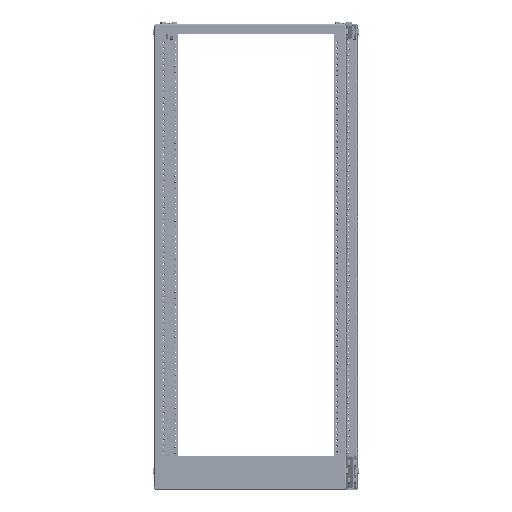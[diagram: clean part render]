
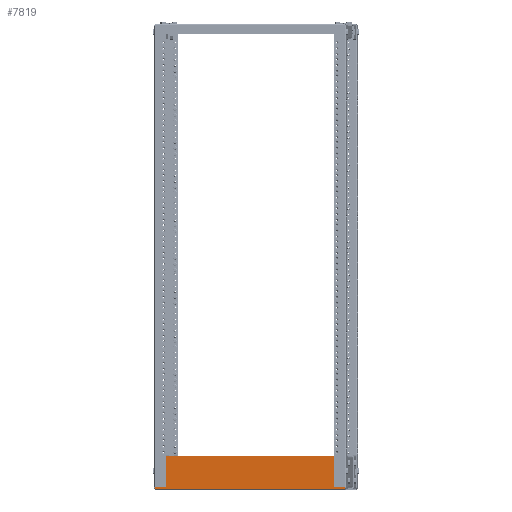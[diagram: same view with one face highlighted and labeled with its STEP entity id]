
A CAD part, left-side view. The second image highlights one B-rep face of the part: STEP entity #7819.
In plain terms, the highlighted face is planar.
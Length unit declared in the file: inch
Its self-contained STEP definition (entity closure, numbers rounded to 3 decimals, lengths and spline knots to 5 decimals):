
#1211 = CARTESIAN_POINT ( 'NONE',  ( 0., 3.04134, -9.4685 ) ) ;
#1310 = DIRECTION ( 'NONE',  ( 1., 0., 0. ) ) ;
#2063 = CARTESIAN_POINT ( 'NONE',  ( 0., 3.04134, 9.63583 ) ) ;
#2702 = CARTESIAN_POINT ( 'NONE',  ( 0., 0.75787, 9.30118 ) ) ;
#4520 = CARTESIAN_POINT ( 'NONE',  ( 0., 0.75787, 9.4685 ) ) ;
#4681 = ORIENTED_EDGE ( 'NONE', *, *, #62703, .F. ) ;
#4836 = CARTESIAN_POINT ( 'NONE',  ( 0., 3.04134, 9.4685 ) ) ;
#5119 = AXIS2_PLACEMENT_3D ( 'NONE', #40076, #52360, #46206 ) ;
#5296 = FACE_BOUND ( 'NONE', #33759, .T. ) ;
#5523 = LINE ( 'NONE', #86167, #12199 ) ;
#5721 = AXIS2_PLACEMENT_3D ( 'NONE', #4836, #30292, #51731 ) ;
#7161 = DIRECTION ( 'NONE',  ( 0., 0., 1. ) ) ;
#7819 = ADVANCED_FACE ( 'NONE', ( #59172, #26330, #5296, #59626, #85066 ), #58740, .T. ) ;
#7900 = CARTESIAN_POINT ( 'NONE',  ( 0., 0.75787, 9.4685 ) ) ;
#8666 = EDGE_CURVE ( 'NONE', #53578, #70699, #58096, .T. ) ;
#8694 = VERTEX_POINT ( 'NONE', #31373 ) ;
#9450 = VERTEX_POINT ( 'NONE', #2063 ) ;
#9710 = DIRECTION ( 'NONE',  ( 0., 0., 1. ) ) ;
#9904 = ORIENTED_EDGE ( 'NONE', *, *, #41012, .T. ) ;
#10667 = DIRECTION ( 'NONE',  ( 0., 0., -1. ) ) ;
#11813 = ORIENTED_EDGE ( 'NONE', *, *, #52528, .T. ) ;
#12199 = VECTOR ( 'NONE', #66004, 39.37008 ) ;
#12692 = DIRECTION ( 'NONE',  ( 1., 0., 0. ) ) ;
#13924 = VECTOR ( 'NONE', #7161, 39.37008 ) ;
#15254 = CARTESIAN_POINT ( 'NONE',  ( 0., 0.75787, 9.63583 ) ) ;
#16297 = LINE ( 'NONE', #41726, #37826 ) ;
#16476 = CARTESIAN_POINT ( 'NONE',  ( 0., 3.64173, -9.92126 ) ) ;
#17807 = VERTEX_POINT ( 'NONE', #52347 ) ;
#17816 = CARTESIAN_POINT ( 'NONE',  ( 0., 3.52362, 10.03937 ) ) ;
#18148 = VERTEX_POINT ( 'NONE', #18677 ) ;
#18450 = CARTESIAN_POINT ( 'NONE',  ( 0., 3.64173, -10.03937 ) ) ;
#18677 = CARTESIAN_POINT ( 'NONE',  ( 0., 0.75787, -9.30118 ) ) ;
#18846 = CARTESIAN_POINT ( 'NONE',  ( 0., 0.75787, -9.63583 ) ) ;
#18890 = DIRECTION ( 'NONE',  ( -1., 0., 0. ) ) ;
#19693 = DIRECTION ( 'NONE',  ( 1., 0., 0. ) ) ;
#20172 = VECTOR ( 'NONE', #51552, 39.37008 ) ;
#22621 = CARTESIAN_POINT ( 'NONE',  ( 0., 0.75787, -9.4685 ) ) ;
#23460 = AXIS2_PLACEMENT_3D ( 'NONE', #22621, #28774, #48506 ) ;
#23776 = DIRECTION ( 'NONE',  ( -1., 0., 0. ) ) ;
#25097 = DIRECTION ( 'NONE',  ( 1., 0., 0. ) ) ;
#25446 = DIRECTION ( 'NONE',  ( 0., 0., 1. ) ) ;
#26330 = FACE_BOUND ( 'NONE', #64411, .T. ) ;
#28774 = DIRECTION ( 'NONE',  ( 1., 0., 0. ) ) ;
#29825 = VERTEX_POINT ( 'NONE', #2702 ) ;
#30292 = DIRECTION ( 'NONE',  ( 1., 0., 0. ) ) ;
#30447 = ORIENTED_EDGE ( 'NONE', *, *, #73028, .T. ) ;
#30934 = EDGE_LOOP ( 'NONE', ( #45409, #44177, #37539, #9904, #4681, #84750 ) ) ;
#30984 = VERTEX_POINT ( 'NONE', #74584 ) ;
#31373 = CARTESIAN_POINT ( 'NONE',  ( 0., 3.52362, -10.03937 ) ) ;
#31710 = CIRCLE ( 'NONE', #5119, 0.16732 ) ;
#32448 = AXIS2_PLACEMENT_3D ( 'NONE', #1211, #34938, #48975 ) ;
#32847 = DIRECTION ( 'NONE',  ( 0., 0., 1. ) ) ;
#33759 = EDGE_LOOP ( 'NONE', ( #83408, #62993 ) ) ;
#34918 = EDGE_CURVE ( 'NONE', #9450, #64331, #72813, .T. ) ;
#34938 = DIRECTION ( 'NONE',  ( 1., 0., 0. ) ) ;
#35099 = CIRCLE ( 'NONE', #39390, 0.11811 ) ;
#35826 = ORIENTED_EDGE ( 'NONE', *, *, #34918, .T. ) ;
#36476 = VERTEX_POINT ( 'NONE', #59355 ) ;
#37539 = ORIENTED_EDGE ( 'NONE', *, *, #8666, .F. ) ;
#37826 = VECTOR ( 'NONE', #9710, 39.37008 ) ;
#38306 = AXIS2_PLACEMENT_3D ( 'NONE', #72728, #12692, #60866 ) ;
#39390 = AXIS2_PLACEMENT_3D ( 'NONE', #69379, #23776, #69807 ) ;
#40015 = ORIENTED_EDGE ( 'NONE', *, *, #73943, .T. ) ;
#40076 = CARTESIAN_POINT ( 'NONE',  ( 0., 3.04134, -9.4685 ) ) ;
#40383 = CARTESIAN_POINT ( 'NONE',  ( 0., 3.52362, 10.03937 ) ) ;
#40639 = DIRECTION ( 'NONE',  ( 0., 0., 1. ) ) ;
#41012 = EDGE_CURVE ( 'NONE', #53578, #17807, #85499, .T. ) ;
#41051 = CIRCLE ( 'NONE', #38306, 0.16732 ) ;
#41726 = CARTESIAN_POINT ( 'NONE',  ( 0., 0.15748, -10.03937 ) ) ;
#43150 = AXIS2_PLACEMENT_3D ( 'NONE', #7900, #1310, #81963 ) ;
#44177 = ORIENTED_EDGE ( 'NONE', *, *, #76094, .T. ) ;
#45409 = ORIENTED_EDGE ( 'NONE', *, *, #59261, .T. ) ;
#45908 = CIRCLE ( 'NONE', #43150, 0.16732 ) ;
#45949 = ORIENTED_EDGE ( 'NONE', *, *, #67394, .T. ) ;
#46206 = DIRECTION ( 'NONE',  ( 0., 0., -1. ) ) ;
#46309 = CIRCLE ( 'NONE', #5721, 0.16732 ) ;
#46787 = DIRECTION ( 'NONE',  ( -1., 0., 0. ) ) ;
#47481 = CARTESIAN_POINT ( 'NONE',  ( 0., 3.64173, -9.92126 ) ) ;
#48506 = DIRECTION ( 'NONE',  ( 0., 0., -1. ) ) ;
#48975 = DIRECTION ( 'NONE',  ( 0., 0., 1. ) ) ;
#49282 = EDGE_CURVE ( 'NONE', #61836, #29825, #45908, .T. ) ;
#50647 = CIRCLE ( 'NONE', #32448, 0.16732 ) ;
#51552 = DIRECTION ( 'NONE',  ( 0., -1., 0. ) ) ;
#51731 = DIRECTION ( 'NONE',  ( 0., 0., -1. ) ) ;
#52347 = CARTESIAN_POINT ( 'NONE',  ( 0., 3.64173, 9.92126 ) ) ;
#52360 = DIRECTION ( 'NONE',  ( 1., 0., 0. ) ) ;
#52528 = EDGE_CURVE ( 'NONE', #36476, #30984, #50647, .T. ) ;
#53339 = EDGE_CURVE ( 'NONE', #72826, #8694, #35099, .T. ) ;
#53403 = CIRCLE ( 'NONE', #64616, 0.16732 ) ;
#53578 = VERTEX_POINT ( 'NONE', #40383 ) ;
#54575 = AXIS2_PLACEMENT_3D ( 'NONE', #85024, #19693, #32847 ) ;
#54626 = CARTESIAN_POINT ( 'NONE',  ( 0., 3.52362, 9.92126 ) ) ;
#58096 = LINE ( 'NONE', #17816, #20172 ) ;
#58740 = PLANE ( 'NONE',  #70364 ) ;
#59172 = FACE_BOUND ( 'NONE', #61794, .T. ) ;
#59261 = EDGE_CURVE ( 'NONE', #8694, #68886, #5523, .T. ) ;
#59355 = CARTESIAN_POINT ( 'NONE',  ( 0., 3.04134, -9.30118 ) ) ;
#59626 = FACE_BOUND ( 'NONE', #79635, .T. ) ;
#60866 = DIRECTION ( 'NONE',  ( 0., 0., 1. ) ) ;
#61794 = EDGE_LOOP ( 'NONE', ( #40015, #45949 ) ) ;
#61836 = VERTEX_POINT ( 'NONE', #15254 ) ;
#62703 = EDGE_CURVE ( 'NONE', #72826, #17807, #67215, .T. ) ;
#62993 = ORIENTED_EDGE ( 'NONE', *, *, #49282, .T. ) ;
#64331 = VERTEX_POINT ( 'NONE', #67561 ) ;
#64411 = EDGE_LOOP ( 'NONE', ( #67530, #35826 ) ) ;
#64616 = AXIS2_PLACEMENT_3D ( 'NONE', #4520, #25097, #10667 ) ;
#64709 = EDGE_CURVE ( 'NONE', #64331, #9450, #46309, .T. ) ;
#66004 = DIRECTION ( 'NONE',  ( 0., -1., 0. ) ) ;
#67215 = LINE ( 'NONE', #47481, #13924 ) ;
#67394 = EDGE_CURVE ( 'NONE', #18148, #78109, #41051, .T. ) ;
#67530 = ORIENTED_EDGE ( 'NONE', *, *, #64709, .T. ) ;
#67561 = CARTESIAN_POINT ( 'NONE',  ( 0., 3.04134, 9.30118 ) ) ;
#68247 = CIRCLE ( 'NONE', #23460, 0.16732 ) ;
#68403 = CARTESIAN_POINT ( 'NONE',  ( 0., 0.15748, 10.03937 ) ) ;
#68886 = VERTEX_POINT ( 'NONE', #72216 ) ;
#69379 = CARTESIAN_POINT ( 'NONE',  ( 0., 3.52362, -9.92126 ) ) ;
#69807 = DIRECTION ( 'NONE',  ( 0., 1., 0. ) ) ;
#70364 = AXIS2_PLACEMENT_3D ( 'NONE', #18450, #18890, #25446 ) ;
#70699 = VERTEX_POINT ( 'NONE', #68403 ) ;
#72216 = CARTESIAN_POINT ( 'NONE',  ( 0., 0.15748, -10.03937 ) ) ;
#72728 = CARTESIAN_POINT ( 'NONE',  ( 0., 0.75787, -9.4685 ) ) ;
#72813 = CIRCLE ( 'NONE', #54575, 0.16732 ) ;
#72826 = VERTEX_POINT ( 'NONE', #16476 ) ;
#73028 = EDGE_CURVE ( 'NONE', #30984, #36476, #31710, .T. ) ;
#73943 = EDGE_CURVE ( 'NONE', #78109, #18148, #68247, .T. ) ;
#74584 = CARTESIAN_POINT ( 'NONE',  ( 0., 3.04134, -9.63583 ) ) ;
#76094 = EDGE_CURVE ( 'NONE', #68886, #70699, #16297, .T. ) ;
#78109 = VERTEX_POINT ( 'NONE', #18846 ) ;
#79635 = EDGE_LOOP ( 'NONE', ( #30447, #11813 ) ) ;
#79907 = AXIS2_PLACEMENT_3D ( 'NONE', #54626, #46787, #40639 ) ;
#81963 = DIRECTION ( 'NONE',  ( 0., 0., 1. ) ) ;
#83408 = ORIENTED_EDGE ( 'NONE', *, *, #83629, .T. ) ;
#83629 = EDGE_CURVE ( 'NONE', #29825, #61836, #53403, .T. ) ;
#84750 = ORIENTED_EDGE ( 'NONE', *, *, #53339, .T. ) ;
#85024 = CARTESIAN_POINT ( 'NONE',  ( 0., 3.04134, 9.4685 ) ) ;
#85066 = FACE_OUTER_BOUND ( 'NONE', #30934, .T. ) ;
#85499 = CIRCLE ( 'NONE', #79907, 0.11811 ) ;
#86167 = CARTESIAN_POINT ( 'NONE',  ( 0., 3.52362, -10.03937 ) ) ;
